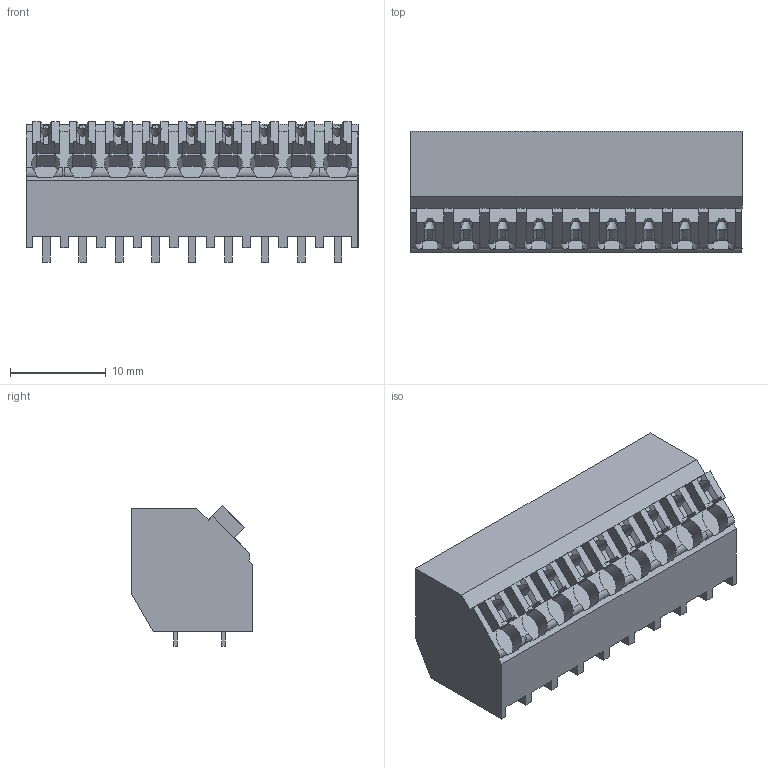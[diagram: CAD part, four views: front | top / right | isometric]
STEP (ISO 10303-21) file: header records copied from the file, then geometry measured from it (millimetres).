
FILE_DESCRIPTION(('CATIA V5 STEP Exchange','CAx-IF Rec.Pracs.--- Model Styling and Organization---1.2---2011-12-15'),'2;1');
FILE_NAME ('D1458484_0_1885480000_1885480000.stp','2018-03-20T11:10:36+00:00',('none'),('Weidmueller'),'CATIA Version 5-6 Release 2014','CATIA V5 STEP AP214','none');
FILE_SCHEMA(('AUTOMOTIVE_DESIGN { 1 0 10303 214 1 1 1 1 }'));
Length unit declared in the file: millimetre
Products named in the file (1): 1885480000
Bounding box: 34.68 x 12.7 x 14.66 mm (x, y, z)
Volume: 3970.5 mm3; surface area: 3716.8 mm2
Topology: 28 solids, 28 shells, 555 faces, 1585 edges, 1086 vertices
Faces by surface type: plane 506, cylinder 49
Entity records: 16681 total; most frequent: CARTESIAN_POINT 3292, ORIENTED_EDGE 3170, DIRECTION 2069, EDGE_CURVE 1585, VECTOR 1400, LINE 1400, VERTEX_POINT 1086, EDGE_LOOP 573
